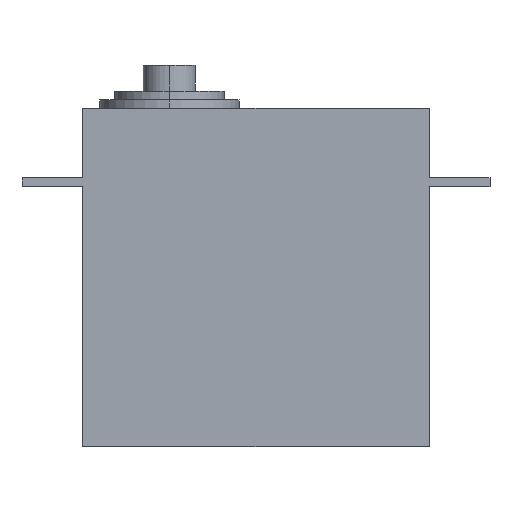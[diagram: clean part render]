
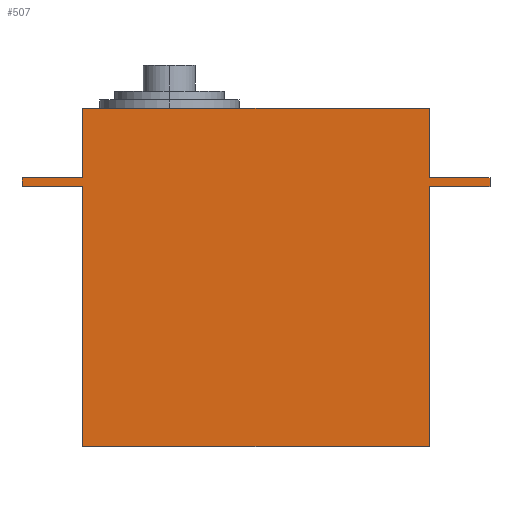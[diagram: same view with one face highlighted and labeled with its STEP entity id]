
A CAD part, top view. The second image highlights one B-rep face of the part: STEP entity #507.
In plain terms, the highlighted planar face has unit normal (0, 0, 1).
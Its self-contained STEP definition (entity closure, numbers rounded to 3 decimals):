
#7 = VERTEX_POINT ( 'NONE', #479 ) ;
#8 = ORIENTED_EDGE ( 'NONE', *, *, #1125, .T. ) ;
#9 = DIRECTION ( 'NONE',  ( 0., 0., 1. ) ) ;
#18 = DIRECTION ( 'NONE',  ( -1., 0., 0. ) ) ;
#26 = EDGE_CURVE ( 'NONE', #440, #7, #1130, .T. ) ;
#56 = CARTESIAN_POINT ( 'NONE',  ( -27., 10.5, 20. ) ) ;
#57 = ORIENTED_EDGE ( 'NONE', *, *, #306, .T. ) ;
#62 = VERTEX_POINT ( 'NONE', #1135 ) ;
#73 = EDGE_CURVE ( 'NONE', #1047, #660, #1034, .T. ) ;
#83 = CARTESIAN_POINT ( 'NONE',  ( -20., 19.5, 20. ) ) ;
#99 = DIRECTION ( 'NONE',  ( 1., 0., 0. ) ) ;
#113 = DIRECTION ( 'NONE',  ( 0., -1., 0. ) ) ;
#153 = EDGE_CURVE ( 'NONE', #608, #277, #776, .T. ) ;
#171 = CARTESIAN_POINT ( 'NONE',  ( -27., 11.5, 20. ) ) ;
#178 = LINE ( 'NONE', #1088, #556 ) ;
#188 = VECTOR ( 'NONE', #1005, 1000. ) ;
#197 = CARTESIAN_POINT ( 'NONE',  ( 27., 10.5, 20. ) ) ;
#223 = VECTOR ( 'NONE', #975, 1000. ) ;
#245 = DIRECTION ( 'NONE',  ( 1., 0., 0. ) ) ;
#251 = VECTOR ( 'NONE', #838, 1000. ) ;
#259 = ORIENTED_EDGE ( 'NONE', *, *, #378, .F. ) ;
#263 = LINE ( 'NONE', #544, #345 ) ;
#272 = DIRECTION ( 'NONE',  ( 0., 1., 0. ) ) ;
#277 = VERTEX_POINT ( 'NONE', #341 ) ;
#306 = EDGE_CURVE ( 'NONE', #1021, #608, #1095, .T. ) ;
#326 = EDGE_CURVE ( 'NONE', #998, #440, #178, .T. ) ;
#334 = LINE ( 'NONE', #514, #223 ) ;
#340 = CARTESIAN_POINT ( 'NONE',  ( 20., 19.5, 20. ) ) ;
#341 = CARTESIAN_POINT ( 'NONE',  ( 20., 10.5, 20. ) ) ;
#345 = VECTOR ( 'NONE', #272, 1000. ) ;
#350 = EDGE_CURVE ( 'NONE', #380, #1021, #637, .T. ) ;
#371 = VECTOR ( 'NONE', #113, 1000. ) ;
#375 = ORIENTED_EDGE ( 'NONE', *, *, #26, .T. ) ;
#378 = EDGE_CURVE ( 'NONE', #1047, #7, #862, .T. ) ;
#380 = VERTEX_POINT ( 'NONE', #600 ) ;
#384 = FACE_OUTER_BOUND ( 'NONE', #816, .T. ) ;
#408 = DIRECTION ( 'NONE',  ( 1., 0., 0. ) ) ;
#414 = AXIS2_PLACEMENT_3D ( 'NONE', #837, #9, #99 ) ;
#440 = VERTEX_POINT ( 'NONE', #1137 ) ;
#463 = CARTESIAN_POINT ( 'NONE',  ( 27., 10.5, 20. ) ) ;
#464 = ORIENTED_EDGE ( 'NONE', *, *, #848, .T. ) ;
#468 = LINE ( 'NONE', #843, #486 ) ;
#476 = LINE ( 'NONE', #463, #251 ) ;
#479 = CARTESIAN_POINT ( 'NONE',  ( -20., 11.5, 20. ) ) ;
#485 = CARTESIAN_POINT ( 'NONE',  ( 20., 19.5, 20. ) ) ;
#486 = VECTOR ( 'NONE', #18, 1000. ) ;
#507 = ADVANCED_FACE ( 'NONE', ( #384 ), #941, .T. ) ;
#514 = CARTESIAN_POINT ( 'NONE',  ( 20., 19.5, 20. ) ) ;
#544 = CARTESIAN_POINT ( 'NONE',  ( 27., 0., 20. ) ) ;
#556 = VECTOR ( 'NONE', #903, 1000. ) ;
#571 = VECTOR ( 'NONE', #590, 1000. ) ;
#590 = DIRECTION ( 'NONE',  ( 0., -1., 0. ) ) ;
#600 = CARTESIAN_POINT ( 'NONE',  ( -20., 10.5, 20. ) ) ;
#608 = VERTEX_POINT ( 'NONE', #751 ) ;
#622 = CARTESIAN_POINT ( 'NONE',  ( -20., -19.5, 20. ) ) ;
#628 = ORIENTED_EDGE ( 'NONE', *, *, #830, .F. ) ;
#637 = LINE ( 'NONE', #83, #188 ) ;
#644 = ORIENTED_EDGE ( 'NONE', *, *, #326, .T. ) ;
#660 = VERTEX_POINT ( 'NONE', #56 ) ;
#731 = ORIENTED_EDGE ( 'NONE', *, *, #1038, .T. ) ;
#751 = CARTESIAN_POINT ( 'NONE',  ( 20., -19.5, 20. ) ) ;
#760 = CARTESIAN_POINT ( 'NONE',  ( -27., 0., 20. ) ) ;
#776 = LINE ( 'NONE', #485, #924 ) ;
#779 = CARTESIAN_POINT ( 'NONE',  ( -27., 11.5, 20. ) ) ;
#786 = LINE ( 'NONE', #1064, #1191 ) ;
#806 = VECTOR ( 'NONE', #807, 1000. ) ;
#807 = DIRECTION ( 'NONE',  ( 1., 0., 0. ) ) ;
#816 = EDGE_LOOP ( 'NONE', ( #1061, #628, #731, #464, #1020, #644, #375, #259, #910, #8, #828, #57 ) ) ;
#828 = ORIENTED_EDGE ( 'NONE', *, *, #350, .T. ) ;
#830 = EDGE_CURVE ( 'NONE', #834, #277, #476, .T. ) ;
#834 = VERTEX_POINT ( 'NONE', #197 ) ;
#837 = CARTESIAN_POINT ( 'NONE',  ( 0., 0., 20. ) ) ;
#838 = DIRECTION ( 'NONE',  ( -1., 0., 0. ) ) ;
#843 = CARTESIAN_POINT ( 'NONE',  ( 27., 11.5, 20. ) ) ;
#848 = EDGE_CURVE ( 'NONE', #1015, #62, #468, .T. ) ;
#849 = CARTESIAN_POINT ( 'NONE',  ( -20., 19.5, 20. ) ) ;
#862 = LINE ( 'NONE', #779, #1049 ) ;
#903 = DIRECTION ( 'NONE',  ( -1., 0., 0. ) ) ;
#910 = ORIENTED_EDGE ( 'NONE', *, *, #73, .T. ) ;
#924 = VECTOR ( 'NONE', #1154, 1000. ) ;
#941 = PLANE ( 'NONE',  #414 ) ;
#975 = DIRECTION ( 'NONE',  ( 0., 1., 0. ) ) ;
#998 = VERTEX_POINT ( 'NONE', #340 ) ;
#1001 = CARTESIAN_POINT ( 'NONE',  ( -20., -19.5, 20. ) ) ;
#1005 = DIRECTION ( 'NONE',  ( 0., -1., 0. ) ) ;
#1015 = VERTEX_POINT ( 'NONE', #1168 ) ;
#1020 = ORIENTED_EDGE ( 'NONE', *, *, #1173, .T. ) ;
#1021 = VERTEX_POINT ( 'NONE', #622 ) ;
#1034 = LINE ( 'NONE', #760, #371 ) ;
#1038 = EDGE_CURVE ( 'NONE', #834, #1015, #263, .T. ) ;
#1047 = VERTEX_POINT ( 'NONE', #171 ) ;
#1049 = VECTOR ( 'NONE', #408, 1000. ) ;
#1061 = ORIENTED_EDGE ( 'NONE', *, *, #153, .T. ) ;
#1064 = CARTESIAN_POINT ( 'NONE',  ( -27., 10.5, 20. ) ) ;
#1088 = CARTESIAN_POINT ( 'NONE',  ( -20., 19.5, 20. ) ) ;
#1095 = LINE ( 'NONE', #1001, #806 ) ;
#1125 = EDGE_CURVE ( 'NONE', #660, #380, #786, .T. ) ;
#1130 = LINE ( 'NONE', #849, #571 ) ;
#1135 = CARTESIAN_POINT ( 'NONE',  ( 20., 11.5, 20. ) ) ;
#1137 = CARTESIAN_POINT ( 'NONE',  ( -20., 19.5, 20. ) ) ;
#1154 = DIRECTION ( 'NONE',  ( 0., 1., 0. ) ) ;
#1168 = CARTESIAN_POINT ( 'NONE',  ( 27., 11.5, 20. ) ) ;
#1173 = EDGE_CURVE ( 'NONE', #62, #998, #334, .T. ) ;
#1191 = VECTOR ( 'NONE', #245, 1000. ) ;
